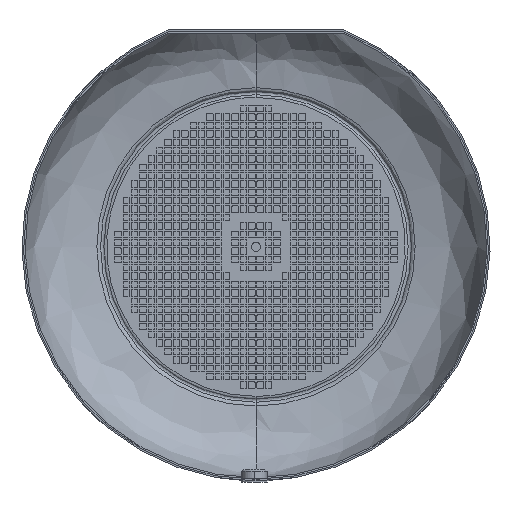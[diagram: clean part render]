
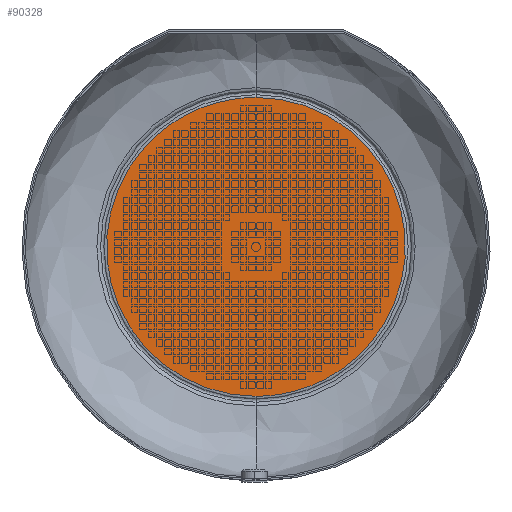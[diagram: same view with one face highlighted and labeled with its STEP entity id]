
A CAD part, left-side view. The second image highlights one B-rep face of the part: STEP entity #90328.
In plain terms, the highlighted planar face has unit normal (-1, 0, 0).
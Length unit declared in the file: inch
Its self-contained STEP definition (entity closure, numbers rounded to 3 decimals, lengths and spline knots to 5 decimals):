
#8175 = CARTESIAN_POINT ( 'NONE',  ( 45.23905, 0.46472, 7.29054 ) ) ;
#26459 = FACE_OUTER_BOUND ( 'NONE', #207708, .T. ) ;
#29973 = CARTESIAN_POINT ( 'NONE',  ( 45.23905, 0.46472, -7.46544 ) ) ;
#31309 = CARTESIAN_POINT ( 'NONE',  ( 45.23905, 0.46472, 7.29054 ) ) ;
#36832 = CARTESIAN_POINT ( 'NONE',  ( 45.23905, 0.46472, -7.46544 ) ) ;
#37627 = DIRECTION ( 'NONE',  ( -1., 0., 0. ) ) ;
#39407 = CARTESIAN_POINT ( 'NONE',  ( 45.23905, 0.46472, 7.29054 ) ) ;
#67529 = VERTEX_POINT ( 'NONE', #8175 ) ;
#68703 = ORIENTED_EDGE ( 'NONE', *, *, #201984, .F. ) ;
#78478 = VERTEX_POINT ( 'NONE', #182345 ) ;
#88082 = CARTESIAN_POINT ( 'NONE',  ( 45.23905, -14.29126, 7.29054 ) ) ;
#90328 = ADVANCED_FACE ( 'NONE', ( #26459 ), #92694, .T. ) ;
#92694 = PLANE ( 'NONE',  #96472 ) ;
#96472 = AXIS2_PLACEMENT_3D ( 'NONE', #36832, #37627, #202981 ) ;
#111698 = CARTESIAN_POINT ( 'NONE',  ( 45.23905, 15.2207, -7.46544 ) ) ;
#125314 = CARTESIAN_POINT ( 'NONE',  ( 45.23905, 0.46472, -7.46544 ) ) ;
#130172 = CARTESIAN_POINT ( 'NONE',  ( 45.23905, 15.2207, 7.29054 ) ) ;
#135873 = ORIENTED_EDGE ( 'NONE', *, *, #206910, .F. ) ;
#145075 =( BOUNDED_CURVE ( )  B_SPLINE_CURVE ( 3, ( #31309, #88082, #199900, #125314 ),
 .UNSPECIFIED., .F., .F. ) 
 B_SPLINE_CURVE_WITH_KNOTS ( ( 4, 4 ),
 ( 0., 1. ),
 .UNSPECIFIED. ) 
 CURVE ( )  GEOMETRIC_REPRESENTATION_ITEM ( )  RATIONAL_B_SPLINE_CURVE ( ( 1., 0.333, 0.333, 1. ) ) 
 REPRESENTATION_ITEM ( '' )  );
#165878 =( BOUNDED_CURVE ( )  B_SPLINE_CURVE ( 3, ( #29973, #111698, #130172, #39407 ),
 .UNSPECIFIED., .F., .F. ) 
 B_SPLINE_CURVE_WITH_KNOTS ( ( 4, 4 ),
 ( 0., 1. ),
 .UNSPECIFIED. ) 
 CURVE ( )  GEOMETRIC_REPRESENTATION_ITEM ( )  RATIONAL_B_SPLINE_CURVE ( ( 1., 0.333, 0.333, 1. ) ) 
 REPRESENTATION_ITEM ( '' )  );
#182345 = CARTESIAN_POINT ( 'NONE',  ( 45.23905, 0.46472, -7.46544 ) ) ;
#199900 = CARTESIAN_POINT ( 'NONE',  ( 45.23905, -14.29126, -7.46544 ) ) ;
#201984 = EDGE_CURVE ( 'NONE', #67529, #78478, #145075, .T. ) ;
#202981 = DIRECTION ( 'NONE',  ( 0., 0., 1. ) ) ;
#206910 = EDGE_CURVE ( 'NONE', #78478, #67529, #165878, .T. ) ;
#207708 = EDGE_LOOP ( 'NONE', ( #68703, #135873 ) ) ;
